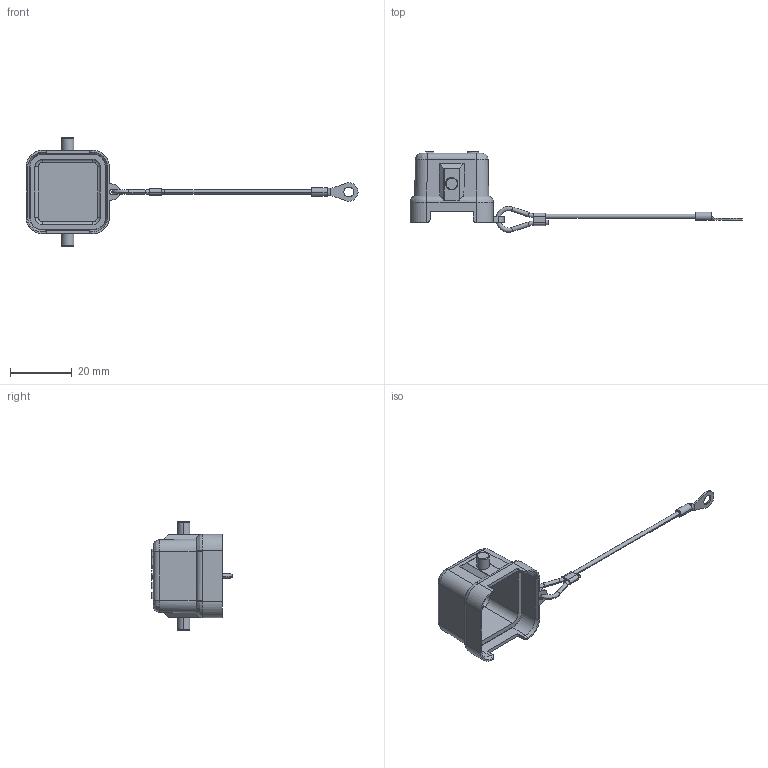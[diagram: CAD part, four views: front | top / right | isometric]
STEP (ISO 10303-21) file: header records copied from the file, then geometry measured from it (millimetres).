
FILE_DESCRIPTION((''),'2;1');
FILE_NAME('H3A-CV-2B_2M_V1_0','2023-12-14T',('lj.zou'),(''),'PRO/ENGINEER BY PARAMETRIC TECHNOLOGY CORPORATION, 2012480','PRO/ENGINEER BY PARAMETRIC TECHNOLOGY CORPORATION, 2012480','');
FILE_SCHEMA(('CONFIG_CONTROL_DESIGN'));
Length unit declared in the file: millimetre
Products named in the file (1): H3A-CV-2B_2M_V1_0
Bounding box: 107.46 x 26.1 x 35 mm (x, y, z)
Volume: 3504.6 mm3; surface area: 5538.2 mm2
Topology: 1 solids, 1 shells, 233 faces, 597 edges, 379 vertices
Faces by surface type: plane 111, cylinder 83, bspline 24, torus 14, extrusion 1
Entity records: 8641 total; most frequent: CARTESIAN_POINT 3057, ORIENTED_EDGE 1194, DIRECTION 1091, EDGE_CURVE 597, VERTEX_POINT 379, AXIS2_PLACEMENT_3D 370, VECTOR 351, LINE 350
